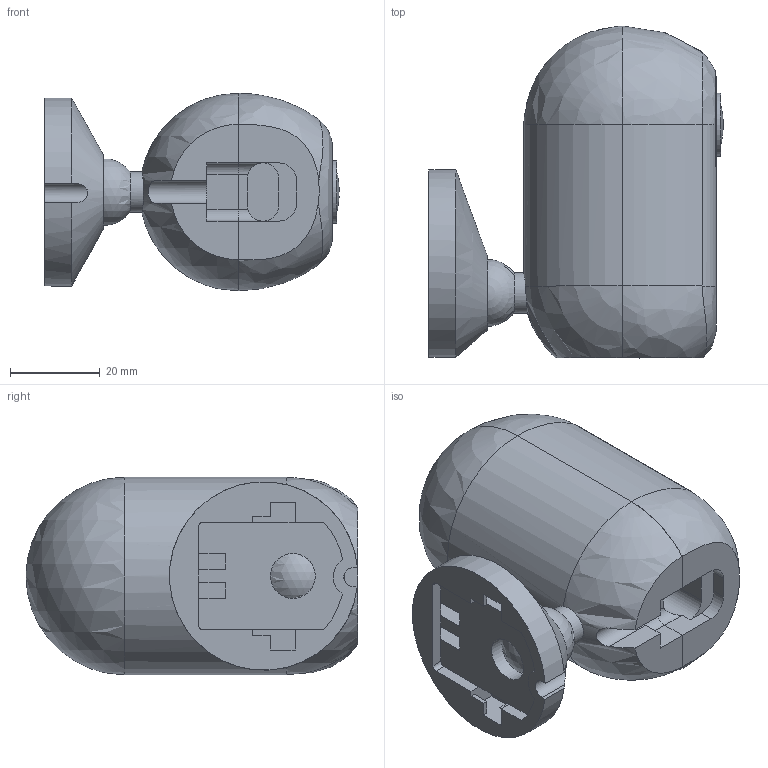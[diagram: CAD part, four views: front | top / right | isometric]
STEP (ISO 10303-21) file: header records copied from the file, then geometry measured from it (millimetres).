
FILE_DESCRIPTION(('FreeCAD Model'),'2;1');
FILE_NAME('Open CASCADE Shape Model','2025-05-05T06:33:56',('FreeCAD'),( 'FreeCAD'),'Open CASCADE STEP processor 7.6','FreeCAD','Unknown');
FILE_SCHEMA(('AUTOMOTIVE_DESIGN { 1 0 10303 214 1 1 1 1 }'));
Length unit declared in the file: millimetre
Products named in the file (1): Open CASCADE STEP translator 7.6 1
Bounding box: 65.63 x 74.03 x 44 mm (x, y, z)
Volume: 58182.4 mm3; surface area: 29228.4 mm2
Topology: 6 solids, 6 shells, 134 faces, 357 edges, 229 vertices
Faces by surface type: plane 73, cylinder 38, bspline 18, sphere 5
Full cylindrical faces by diameter (mm): 1 x2, 9 x1, 10 x2, 11 x2, 14 x1
Entity records: 17491 total; most frequent: CARTESIAN_POINT 14285, ORIENTED_EDGE 684, DIRECTION 625, EDGE_CURVE 342, VERTEX_POINT 229, AXIS2_PLACEMENT_3D 214, LINE 197, VECTOR 197
